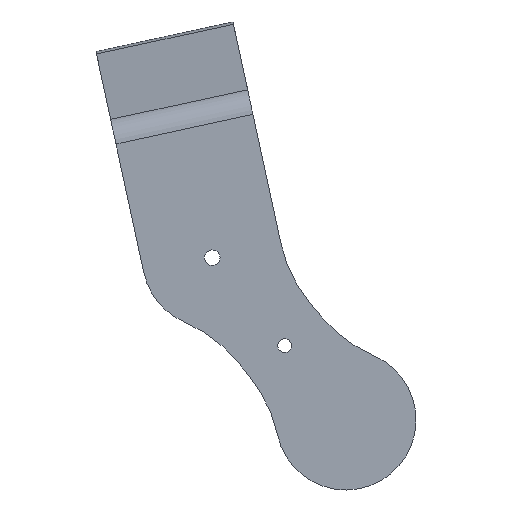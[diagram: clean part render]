
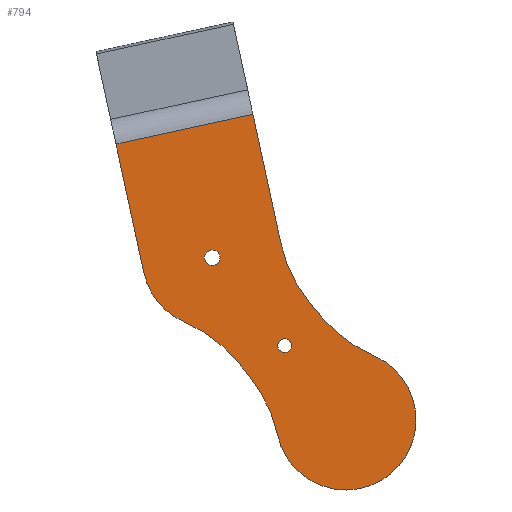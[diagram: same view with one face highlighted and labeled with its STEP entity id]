
A CAD part, left-side view. The second image highlights one B-rep face of the part: STEP entity #794.
In plain terms, the highlighted planar face has unit normal (-1, 0, 0).
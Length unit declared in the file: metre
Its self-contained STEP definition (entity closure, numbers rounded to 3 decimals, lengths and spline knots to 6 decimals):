
#35=PLANE('',#896);
#71=LINE('',#1281,#131);
#78=LINE('',#1303,#138);
#85=LINE('',#1331,#145);
#91=LINE('',#1355,#151);
#94=LINE('',#1374,#154);
#131=VECTOR('',#1035,1.);
#138=VECTOR('',#1056,1.);
#145=VECTOR('',#1075,1.);
#151=VECTOR('',#1101,1.);
#154=VECTOR('',#1128,1.);
#340=ORIENTED_EDGE('',*,*,#482,.T.);
#341=ORIENTED_EDGE('',*,*,#480,.T.);
#342=ORIENTED_EDGE('',*,*,#479,.T.);
#343=ORIENTED_EDGE('',*,*,#485,.F.);
#344=ORIENTED_EDGE('',*,*,#455,.F.);
#345=ORIENTED_EDGE('',*,*,#488,.F.);
#346=ORIENTED_EDGE('',*,*,#444,.T.);
#347=ORIENTED_EDGE('',*,*,#489,.F.);
#348=ORIENTED_EDGE('',*,*,#463,.F.);
#349=ORIENTED_EDGE('',*,*,#467,.F.);
#350=ORIENTED_EDGE('',*,*,#469,.F.);
#351=ORIENTED_EDGE('',*,*,#472,.F.);
#352=ORIENTED_EDGE('',*,*,#475,.F.);
#444=EDGE_CURVE('',#541,#540,#71,.T.);
#455=EDGE_CURVE('',#548,#549,#78,.T.);
#463=EDGE_CURVE('',#556,#557,#607,.F.);
#467=EDGE_CURVE('',#559,#556,#85,.T.);
#469=EDGE_CURVE('',#560,#559,#608,.T.);
#472=EDGE_CURVE('',#562,#560,#610,.F.);
#475=EDGE_CURVE('',#564,#562,#612,.T.);
#479=EDGE_CURVE('',#564,#567,#91,.T.);
#480=EDGE_CURVE('',#568,#568,#614,.T.);
#482=EDGE_CURVE('',#570,#570,#616,.T.);
#485=EDGE_CURVE('',#549,#567,#619,.T.);
#488=EDGE_CURVE('',#541,#548,#94,.T.);
#489=EDGE_CURVE('',#557,#540,#620,.T.);
#540=VERTEX_POINT('',#1280);
#541=VERTEX_POINT('',#1282);
#548=VERTEX_POINT('',#1302);
#549=VERTEX_POINT('',#1304);
#556=VERTEX_POINT('',#1322);
#557=VERTEX_POINT('',#1324);
#559=VERTEX_POINT('',#1330);
#560=VERTEX_POINT('',#1334);
#562=VERTEX_POINT('',#1340);
#564=VERTEX_POINT('',#1346);
#567=VERTEX_POINT('',#1354);
#568=VERTEX_POINT('',#1358);
#570=VERTEX_POINT('',#1363);
#607=CIRCLE('',#872,0.024245);
#608=CIRCLE('',#875,0.024245);
#610=CIRCLE('',#878,0.012123);
#612=CIRCLE('',#881,0.024245);
#614=CIRCLE('',#885,0.001191);
#616=CIRCLE('',#888,0.001353);
#619=CIRCLE('',#892,0.024245);
#620=CIRCLE('',#897,0.012123);
#668=EDGE_LOOP('',(#340));
#669=EDGE_LOOP('',(#341));
#670=EDGE_LOOP('',(#342,#343,#344,#345,#346,#347,#348,#349,#350,#351,#352));
#724=FACE_BOUND('',#668,.T.);
#725=FACE_BOUND('',#669,.T.);
#726=FACE_BOUND('',#670,.T.);
#794=ADVANCED_FACE('',(#724,#725,#726),#35,.T.);
#872=AXIS2_PLACEMENT_3D('',#1323,#1068,#1069);
#875=AXIS2_PLACEMENT_3D('',#1336,#1079,#1080);
#878=AXIS2_PLACEMENT_3D('',#1342,#1086,#1087);
#881=AXIS2_PLACEMENT_3D('',#1348,#1093,#1094);
#885=AXIS2_PLACEMENT_3D('',#1357,#1104,#1105);
#888=AXIS2_PLACEMENT_3D('',#1362,#1110,#1111);
#892=AXIS2_PLACEMENT_3D('',#1368,#1118,#1119);
#896=AXIS2_PLACEMENT_3D('',#1375,#1129,#1130);
#897=AXIS2_PLACEMENT_3D('',#1376,#1131,#1132);
#1035=DIRECTION('',(0.,-0.211,-0.977));
#1056=DIRECTION('',(0.,-0.211,-0.977));
#1068=DIRECTION('',(1.,0.,0.));
#1069=DIRECTION('',(0.,-0.208,-0.978));
#1075=DIRECTION('',(0.,0.636,0.772));
#1079=DIRECTION('',(-1.,0.,0.));
#1080=DIRECTION('',(0.,-1.,0.));
#1086=DIRECTION('',(-1.,0.,0.));
#1087=DIRECTION('',(0.,-1.,0.));
#1093=DIRECTION('',(-1.,0.,0.));
#1094=DIRECTION('',(0.,-1.,0.));
#1101=DIRECTION('',(0.,0.636,0.772));
#1104=DIRECTION('',(1.,0.,0.));
#1105=DIRECTION('',(0.,1.,0.));
#1110=DIRECTION('',(1.,0.,0.));
#1111=DIRECTION('',(0.,-0.208,-0.978));
#1118=DIRECTION('',(-1.,0.,0.));
#1119=DIRECTION('',(0.,-0.208,-0.978));
#1128=DIRECTION('',(0.,-0.977,0.211));
#1129=DIRECTION('',(-1.,0.,0.));
#1130=DIRECTION('',(0.,1.,0.));
#1131=DIRECTION('',(1.,0.,0.));
#1132=DIRECTION('',(0.,-0.208,-0.978));
#1280=CARTESIAN_POINT('',(-0.03608,0.648254,0.050919));
#1281=CARTESIAN_POINT('',(-0.03608,0.649863,0.058362));
#1282=CARTESIAN_POINT('',(-0.03608,0.653063,0.073164));
#1302=CARTESIAN_POINT('',(-0.03608,0.629365,0.078288));
#1303=CARTESIAN_POINT('',(-0.03608,0.626165,0.063486));
#1304=CARTESIAN_POINT('',(-0.03608,0.624557,0.056046));
#1322=CARTESIAN_POINT('',(-0.03608,0.632043,0.035484));
#1323=CARTESIAN_POINT('',(-0.03608,0.650752,0.020062));
#1324=CARTESIAN_POINT('',(-0.03608,0.641187,0.042341));
#1330=CARTESIAN_POINT('',(-0.03608,0.630106,0.033133));
#1331=CARTESIAN_POINT('',(-0.03608,0.631074,0.034309));
#1334=CARTESIAN_POINT('',(-0.03608,0.625119,0.022849));
#1336=CARTESIAN_POINT('',(-0.03608,0.648814,0.017711));
#1340=CARTESIAN_POINT('',(-0.03608,0.60849,0.036558));
#1342=CARTESIAN_POINT('',(-0.03608,0.613272,0.025418));
#1346=CARTESIAN_POINT('',(-0.03608,0.617633,0.043415));
#1348=CARTESIAN_POINT('',(-0.03608,0.598925,0.058837));
#1354=CARTESIAN_POINT('',(-0.03608,0.619571,0.045765));
#1355=CARTESIAN_POINT('',(-0.03608,0.618602,0.04459));
#1357=CARTESIAN_POINT('',(-0.03608,0.62387,0.038274));
#1358=CARTESIAN_POINT('',(-0.03608,0.62506,0.038274));
#1362=CARTESIAN_POINT('',(-0.03608,0.636405,0.053481));
#1363=CARTESIAN_POINT('',(-0.03608,0.636124,0.052158));
#1368=CARTESIAN_POINT('',(-0.03608,0.600863,0.061187));
#1374=CARTESIAN_POINT('',(-0.03608,0.641214,0.075726));
#1375=CARTESIAN_POINT('',(-0.03608,0.554832,0.006975));
#1376=CARTESIAN_POINT('',(-0.03608,0.636405,0.053481));
